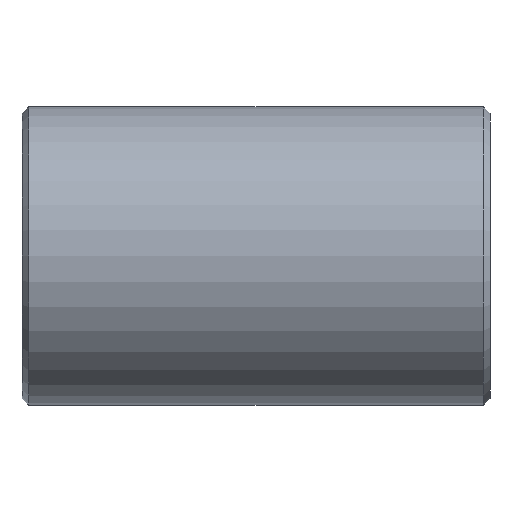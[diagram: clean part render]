
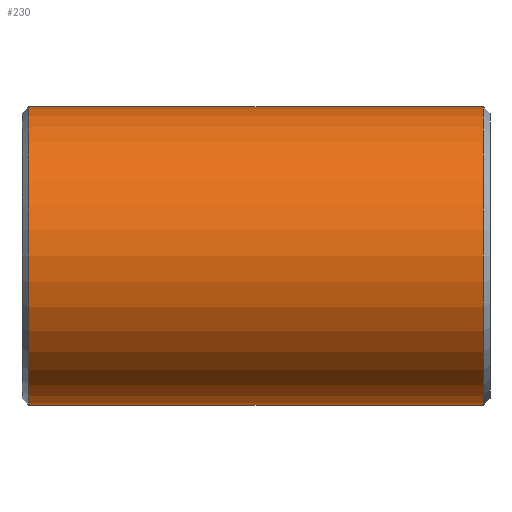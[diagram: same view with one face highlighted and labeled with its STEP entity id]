
A CAD part, front view. The second image highlights one B-rep face of the part: STEP entity #230.
In plain terms, the highlighted cylindrical face has radius 161.925 mm (diameter 323.85 mm), a partial arc.
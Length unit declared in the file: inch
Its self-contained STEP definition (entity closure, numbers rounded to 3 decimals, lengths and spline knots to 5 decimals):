
#8 = DIRECTION ( 'NONE',  ( -1., 0., 0. ) ) ;
#10 = ORIENTED_EDGE ( 'NONE', *, *, #590, .T. ) ;
#13 = CARTESIAN_POINT ( 'NONE',  ( -9.71867, 0., 0. ) ) ;
#15 = LINE ( 'NONE', #288, #551 ) ;
#18 = ORIENTED_EDGE ( 'NONE', *, *, #424, .F. ) ;
#24 = VERTEX_POINT ( 'NONE', #317 ) ;
#42 = ORIENTED_EDGE ( 'NONE', *, *, #390, .F. ) ;
#54 = ORIENTED_EDGE ( 'NONE', *, *, #461, .T. ) ;
#57 = EDGE_LOOP ( 'NONE', ( #42, #269, #10, #54, #384, #18 ) ) ;
#63 = CYLINDRICAL_SURFACE ( 'NONE', #293, 6.375 ) ;
#76 = DIRECTION ( 'NONE',  ( 0., 0., -1. ) ) ;
#94 = DIRECTION ( 'NONE',  ( -1., 0., 0. ) ) ;
#96 = CIRCLE ( 'NONE', #305, 6.375 ) ;
#97 = VECTOR ( 'NONE', #352, 39.37008 ) ;
#102 = CARTESIAN_POINT ( 'NONE',  ( -9.71867, 0., -6.375 ) ) ;
#113 = DIRECTION ( 'NONE',  ( -1., 0., 0. ) ) ;
#120 = LINE ( 'NONE', #157, #429 ) ;
#139 = LINE ( 'NONE', #474, #583 ) ;
#157 = CARTESIAN_POINT ( 'NONE',  ( 10., 0., -6.375 ) ) ;
#193 = CARTESIAN_POINT ( 'NONE',  ( -9.71867, 0., 6.375 ) ) ;
#204 = VERTEX_POINT ( 'NONE', #102 ) ;
#212 = CARTESIAN_POINT ( 'NONE',  ( 9.71867, 0., 6.375 ) ) ;
#222 = VERTEX_POINT ( 'NONE', #193 ) ;
#230 = ADVANCED_FACE ( 'NONE', ( #283 ), #63, .T. ) ;
#263 = VERTEX_POINT ( 'NONE', #427 ) ;
#269 = ORIENTED_EDGE ( 'NONE', *, *, #300, .T. ) ;
#270 = EDGE_CURVE ( 'NONE', #222, #204, #458, .T. ) ;
#283 = FACE_OUTER_BOUND ( 'NONE', #57, .T. ) ;
#288 = CARTESIAN_POINT ( 'NONE',  ( 10., 0., -6.375 ) ) ;
#293 = AXIS2_PLACEMENT_3D ( 'NONE', #423, #8, #335 ) ;
#299 = CARTESIAN_POINT ( 'NONE',  ( 10., 0., 6.375 ) ) ;
#300 = EDGE_CURVE ( 'NONE', #24, #339, #96, .T. ) ;
#305 = AXIS2_PLACEMENT_3D ( 'NONE', #345, #113, #76 ) ;
#317 = CARTESIAN_POINT ( 'NONE',  ( 9.71867, 0., -6.375 ) ) ;
#335 = DIRECTION ( 'NONE',  ( 0., 0., 1. ) ) ;
#339 = VERTEX_POINT ( 'NONE', #212 ) ;
#345 = CARTESIAN_POINT ( 'NONE',  ( 9.71867, 0., 0. ) ) ;
#352 = DIRECTION ( 'NONE',  ( -1., 0., 0. ) ) ;
#383 = DIRECTION ( 'NONE',  ( 0., 0., 1. ) ) ;
#384 = ORIENTED_EDGE ( 'NONE', *, *, #270, .T. ) ;
#387 = VERTEX_POINT ( 'NONE', #535 ) ;
#390 = EDGE_CURVE ( 'NONE', #24, #387, #120, .T. ) ;
#423 = CARTESIAN_POINT ( 'NONE',  ( 10., 0., 0. ) ) ;
#424 = EDGE_CURVE ( 'NONE', #387, #204, #15, .T. ) ;
#426 = DIRECTION ( 'NONE',  ( -1., 0., 0. ) ) ;
#427 = CARTESIAN_POINT ( 'NONE',  ( 0., 0., 6.375 ) ) ;
#429 = VECTOR ( 'NONE', #450, 39.37008 ) ;
#450 = DIRECTION ( 'NONE',  ( -1., 0., 0. ) ) ;
#458 = CIRCLE ( 'NONE', #490, 6.375 ) ;
#461 = EDGE_CURVE ( 'NONE', #263, #222, #139, .T. ) ;
#474 = CARTESIAN_POINT ( 'NONE',  ( 10., 0., 6.375 ) ) ;
#490 = AXIS2_PLACEMENT_3D ( 'NONE', #13, #553, #383 ) ;
#533 = LINE ( 'NONE', #299, #97 ) ;
#535 = CARTESIAN_POINT ( 'NONE',  ( 0., 0., -6.375 ) ) ;
#551 = VECTOR ( 'NONE', #426, 39.37008 ) ;
#553 = DIRECTION ( 'NONE',  ( 1., 0., 0. ) ) ;
#583 = VECTOR ( 'NONE', #94, 39.37008 ) ;
#590 = EDGE_CURVE ( 'NONE', #339, #263, #533, .T. ) ;
